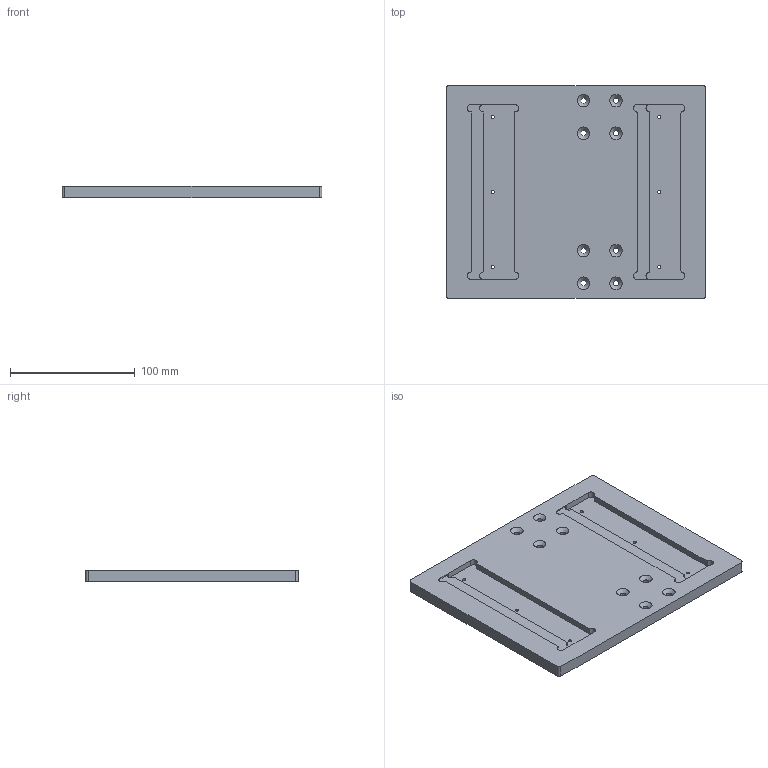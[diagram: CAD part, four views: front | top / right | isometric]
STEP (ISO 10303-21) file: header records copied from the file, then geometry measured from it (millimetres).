
FILE_DESCRIPTION(/* description */ ('MD09-00-002','CAx-IF Rec.Pracs.---Representation and Presentation of Product Manufacturing Information (PMI)---4.0---2014-10-13'),/* implementation_level */ '2;1');
FILE_NAME(/* name */ '',/* time_stamp */ '2025-09-30T19:09:07-04:00',/* author */ ('wandr'),/* organization */ ('ELGIN'),/* preprocessor_version */ 'ST-DEVELOPER v20.1',/* originating_system */ 'Autodesk Inventor 2026',/* authorisation */ '');
FILE_SCHEMA (('AP242_MANAGED_MODEL_BASED_3D_ENGINEERING_MIM_LF { 1 0 10303 442 2 1 4 }'));
Length unit declared in the file: millimetre
Products named in the file (1): Mesa (y) — Ajst Evap
Bounding box: 208 x 170 x 9.5 mm (x, y, z)
Volume: 283182.8 mm3; surface area: 83147.2 mm2
Topology: 1 solids, 1 shells, 90 faces, 244 edges, 160 vertices
Faces by surface type: cylinder 52, plane 30, cone 8
Full cylindrical faces by diameter (mm): 2.459 x6, 4.5 x8
Entity records: 3435 total; most frequent: DIRECTION 620, CARTESIAN_POINT 608, ORIENTED_EDGE 488, EDGE_CURVE 244, AXIS2_PLACEMENT_3D 244, VERTEX_POINT 160, CIRCLE 137, LINE 132
